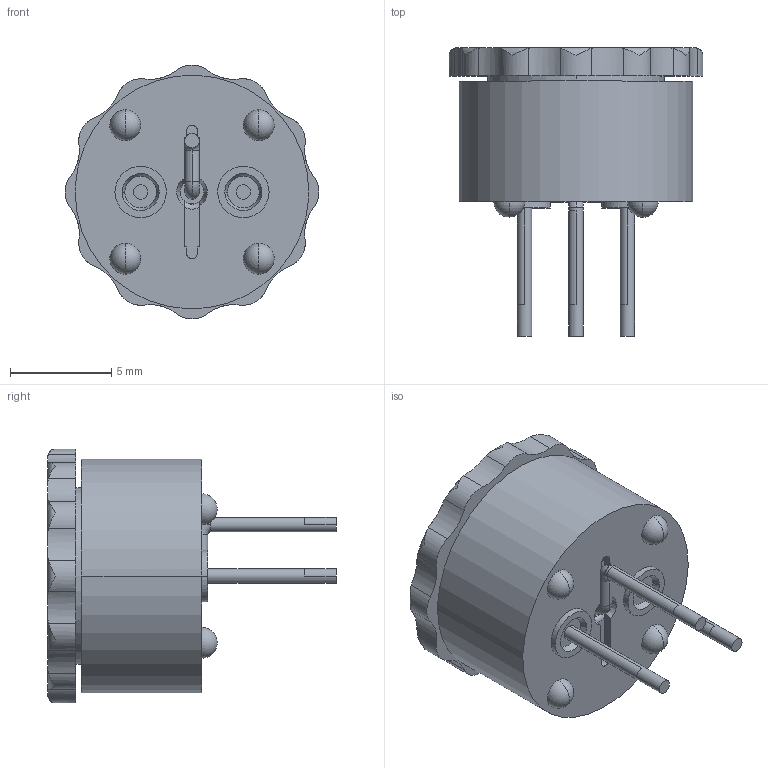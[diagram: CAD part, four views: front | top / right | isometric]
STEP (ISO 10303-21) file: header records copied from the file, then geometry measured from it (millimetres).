
FILE_DESCRIPTION((''),'2;1');
FILE_NAME('3345P001XXXT','2013-08-02T',('MaxM'),('Bourns, Inc.'),'PRO/ENGINEER BY PARAMETRIC TECHNOLOGY CORPORATION, 2012230','PRO/ENGINEER BY PARAMETRIC TECHNOLOGY CORPORATION, 2012230','');
FILE_SCHEMA(('CONFIG_CONTROL_DESIGN'));
Length unit declared in the file: inch
Products named in the file (1): 3345P001XXXT
Bounding box: 12.56 x 14.27 x 12.56 mm (x, y, z)
Volume: 810 mm3; surface area: 686.3 mm2
Topology: 1 solids, 1 shells, 506 faces, 1490 edges, 1013 vertices
Faces by surface type: plane 422, cylinder 52, torus 18, sphere 8, cone 6
Entity records: 16939 total; most frequent: CARTESIAN_POINT 3294, ORIENTED_EDGE 2964, DIRECTION 2634, EDGE_CURVE 1482, VECTOR 1222, LINE 1222, VERTEX_POINT 1013, AXIS2_PLACEMENT_3D 706
